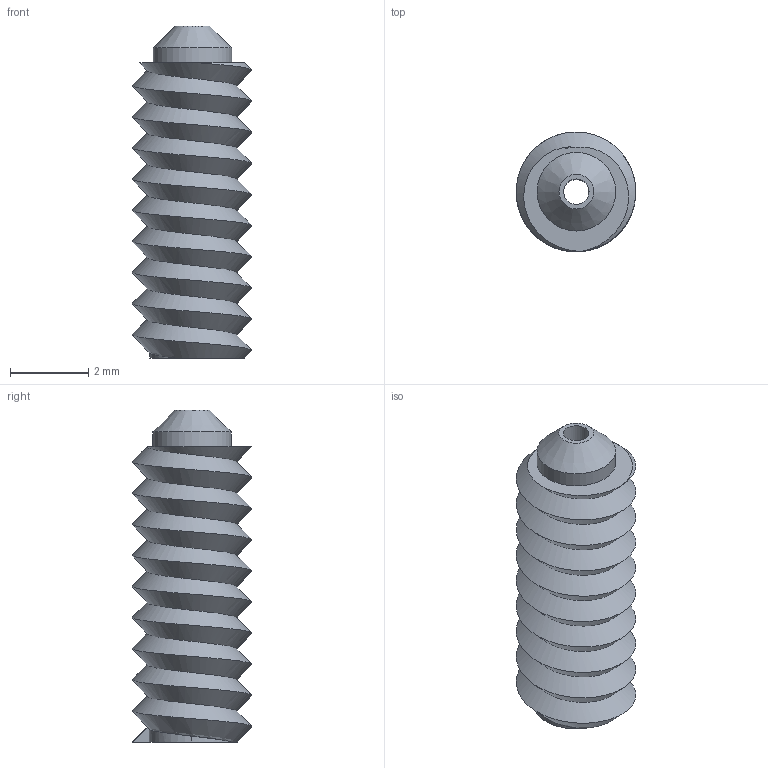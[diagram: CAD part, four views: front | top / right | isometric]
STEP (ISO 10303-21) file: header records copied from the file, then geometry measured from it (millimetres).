
FILE_DESCRIPTION(('HOOPS Exchange Step'),'2;1');
FILE_NAME('temp_export','2023-09-05T19:04:52+17:00',('giuseppegiannotti'),('Shapr3D Limited'),'HOOPS Exchange 2023.1','Shapr3D','Authorized');
FILE_SCHEMA( ('AUTOMOTIVE_DESIGN { 1 0 10303 214 1 1 1 1 }') );
Length unit declared in the file: millimetre
Products named in the file (2): Folder 08; root
Assembly tree (1 placements, depth 2):
  root
    Folder 08
Bounding box: 3.05 x 3.05 x 8.48 mm (x, y, z)
Volume: 41.5 mm3; surface area: 118.6 mm2
Topology: 1 solids, 1 shells, 13 faces, 33 edges, 23 vertices
Faces by surface type: plane 5, cylinder 4, bspline 3, cone 1
Full cylindrical faces by diameter (mm): 0.65 x1, 2.007 x1
Entity records: 3948 total; most frequent: CARTESIAN_POINT 3608, ORIENTED_EDGE 66, DIRECTION 55, EDGE_CURVE 33, AXIS2_PLACEMENT_3D 23, VERTEX_POINT 23, EDGE_LOOP 16, FACE_BOUND 16
